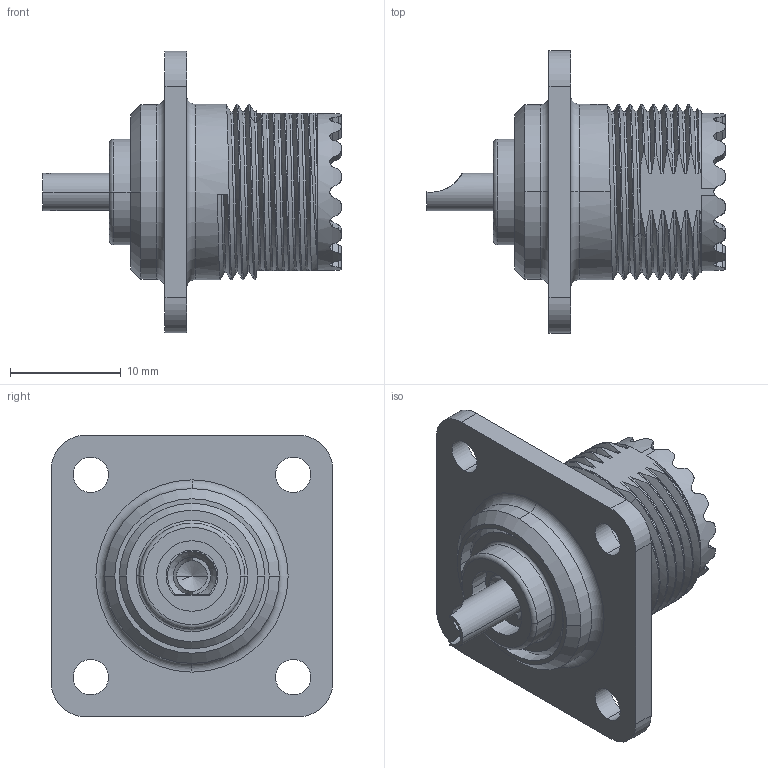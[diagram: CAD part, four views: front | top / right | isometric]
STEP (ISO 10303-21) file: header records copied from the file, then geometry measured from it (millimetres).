
FILE_DESCRIPTION((''),'2;1');
FILE_NAME('83-1R_SW0002','2021-06-04T12:38:03',('Dinesh Kumar'),(''),'CREO PARAMETRIC BY PTC INC, 2019444','CREO PARAMETRIC BY PTC INC, 2019444','');
FILE_SCHEMA(('CONFIG_CONTROL_DESIGN'));
Length unit declared in the file: millimetre
Products named in the file (1): 83-1R_SW0002
Bounding box: 26.87 x 25.4 x 25.4 mm (x, y, z)
Volume: 3783 mm3; surface area: 3905.5 mm2
Topology: 1 solids, 1 shells, 266 faces, 726 edges, 466 vertices
Faces by surface type: cylinder 107, plane 89, bspline 38, cone 20, torus 12
Entity records: 12199 total; most frequent: CARTESIAN_POINT 6016, ORIENTED_EDGE 1444, DIRECTION 1036, EDGE_CURVE 722, VERTEX_POINT 466, AXIS2_PLACEMENT_3D 385, B_SPLINE_CURVE_WITH_KNOTS 299, EDGE_LOOP 282
